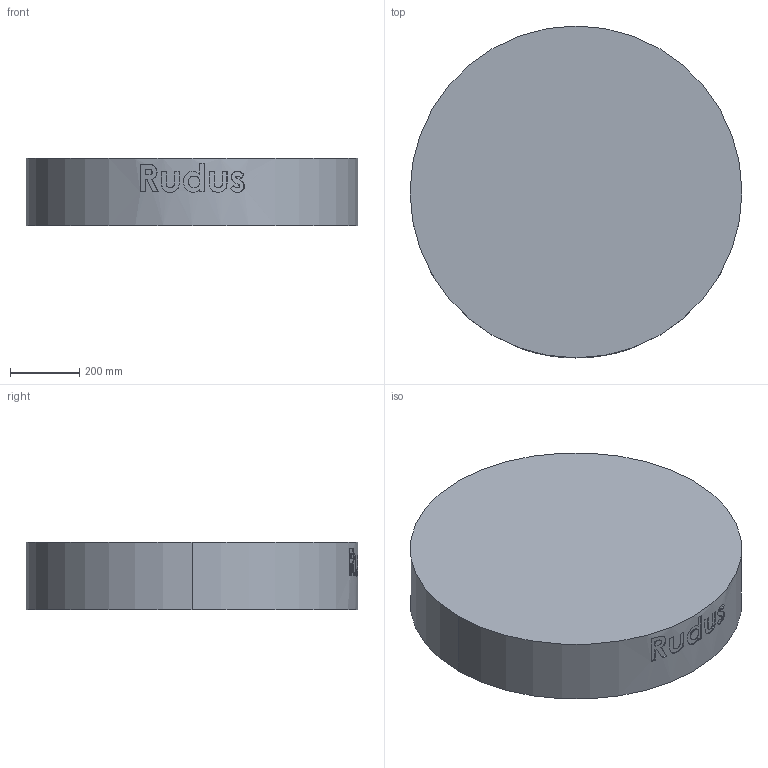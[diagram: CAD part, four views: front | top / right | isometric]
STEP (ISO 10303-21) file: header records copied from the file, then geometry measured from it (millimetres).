
FILE_DESCRIPTION (( 'STEP AP203' ), '1' );
FILE_NAME ('Rudus 2808003 EK-kansi 800_960.step', '2020-02-27T16:51:01', ( '' ), ( '' ), 'SwSTEP 2.0', 'SolidWorks 2019', '' );
FILE_SCHEMA (( 'CONFIG_CONTROL_DESIGN' ));
Length unit declared in the file: millimetre
Products named in the file (2): Rudus 2808003 EK-kansi 800_960; EK-osa-kansi_Umpi
Assembly tree (1 placements, depth 2):
  Rudus 2808003 EK-kansi 800_960
    EK-osa-kansi_Umpi
Bounding box: 960 x 960 x 194 mm (x, y, z)
Volume: 94909638.6 mm3; surface area: 2241397.2 mm2
Topology: 1 solids, 1 shells, 94 faces, 242 edges, 160 vertices
Faces by surface type: bspline 70, cylinder 15, plane 5, torus 4
Entity records: 20145 total; most frequent: CARTESIAN_POINT 18261, ORIENTED_EDGE 484, EDGE_CURVE 242, B_SPLINE_CURVE_WITH_KNOTS 210, VERTEX_POINT 160, DIRECTION 112, EDGE_LOOP 104, ADVANCED_FACE 94
